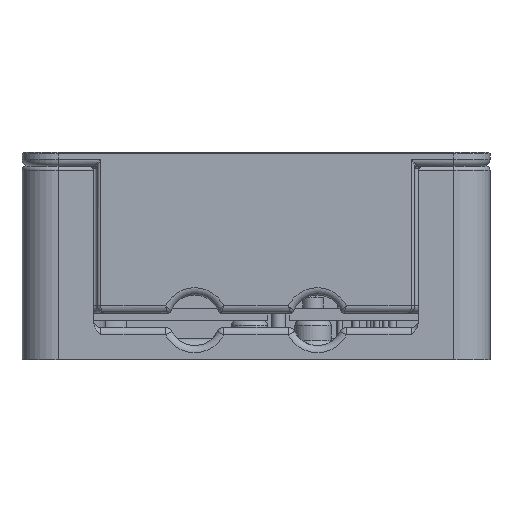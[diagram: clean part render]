
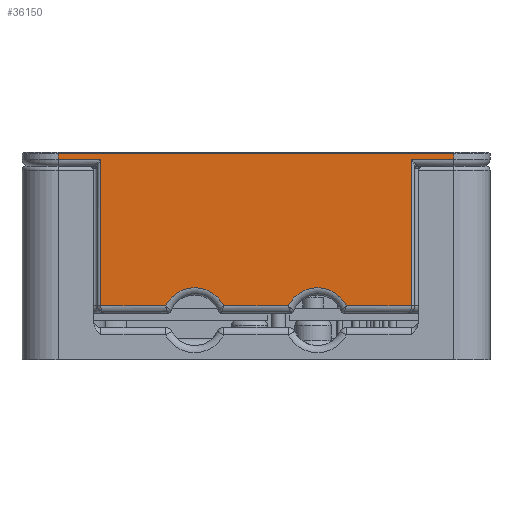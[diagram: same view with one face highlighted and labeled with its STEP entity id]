
A CAD part, left-side view. The second image highlights one B-rep face of the part: STEP entity #36150.
In plain terms, the highlighted planar face has unit normal (-1, 0, 0).
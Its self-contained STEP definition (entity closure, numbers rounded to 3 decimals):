
#3423=CIRCLE('',#39031,4.5);
#3424=CIRCLE('',#39032,4.5);
#5183=FACE_OUTER_BOUND('',#7394,.T.);
#7394=EDGE_LOOP('',(#30129,#30130,#30131,#30132,#30133,#30134,#30135,#30136,
#30137,#30138,#30139,#30140));
#10088=LINE('',#69269,#13010);
#10105=LINE('',#69321,#13027);
#10106=LINE('',#69325,#13028);
#10107=LINE('',#69327,#13029);
#10108=LINE('',#69329,#13030);
#10109=LINE('',#69331,#13031);
#10110=LINE('',#69335,#13032);
#10111=LINE('',#69339,#13033);
#10112=LINE('',#69341,#13034);
#10113=LINE('',#69342,#13035);
#13010=VECTOR('',#46039,10.);
#13027=VECTOR('',#46094,10.);
#13028=VECTOR('',#46099,10.);
#13029=VECTOR('',#46100,10.);
#13030=VECTOR('',#46101,10.);
#13031=VECTOR('',#46102,10.);
#13032=VECTOR('',#46105,10.);
#13033=VECTOR('',#46108,10.);
#13034=VECTOR('',#46109,10.);
#13035=VECTOR('',#46110,10.);
#16481=VERTEX_POINT('',#69262);
#16484=VERTEX_POINT('',#69267);
#16500=VERTEX_POINT('',#69320);
#16501=VERTEX_POINT('',#69324);
#16502=VERTEX_POINT('',#69326);
#16503=VERTEX_POINT('',#69328);
#16504=VERTEX_POINT('',#69330);
#16505=VERTEX_POINT('',#69332);
#16506=VERTEX_POINT('',#69334);
#16507=VERTEX_POINT('',#69336);
#16508=VERTEX_POINT('',#69338);
#16509=VERTEX_POINT('',#69340);
#21159=EDGE_CURVE('',#16484,#16481,#10088,.T.);
#21185=EDGE_CURVE('',#16500,#16481,#10105,.T.);
#21187=EDGE_CURVE('',#16501,#16484,#10106,.T.);
#21188=EDGE_CURVE('',#16502,#16501,#10107,.T.);
#21189=EDGE_CURVE('',#16502,#16503,#10108,.T.);
#21190=EDGE_CURVE('',#16504,#16503,#10109,.T.);
#21191=EDGE_CURVE('',#16505,#16504,#3423,.T.);
#21192=EDGE_CURVE('',#16506,#16505,#10110,.T.);
#21193=EDGE_CURVE('',#16507,#16506,#3424,.T.);
#21194=EDGE_CURVE('',#16508,#16507,#10111,.T.);
#21195=EDGE_CURVE('',#16508,#16509,#10112,.T.);
#21196=EDGE_CURVE('',#16500,#16509,#10113,.T.);
#30129=ORIENTED_EDGE('',*,*,#21159,.F.);
#30130=ORIENTED_EDGE('',*,*,#21187,.F.);
#30131=ORIENTED_EDGE('',*,*,#21188,.F.);
#30132=ORIENTED_EDGE('',*,*,#21189,.T.);
#30133=ORIENTED_EDGE('',*,*,#21190,.F.);
#30134=ORIENTED_EDGE('',*,*,#21191,.F.);
#30135=ORIENTED_EDGE('',*,*,#21192,.F.);
#30136=ORIENTED_EDGE('',*,*,#21193,.F.);
#30137=ORIENTED_EDGE('',*,*,#21194,.F.);
#30138=ORIENTED_EDGE('',*,*,#21195,.T.);
#30139=ORIENTED_EDGE('',*,*,#21196,.F.);
#30140=ORIENTED_EDGE('',*,*,#21185,.T.);
#34113=PLANE('',#39030);
#36150=ADVANCED_FACE('',(#5183),#34113,.T.);
#39030=AXIS2_PLACEMENT_3D('',#69323,#46097,#46098);
#39031=AXIS2_PLACEMENT_3D('',#69333,#46103,#46104);
#39032=AXIS2_PLACEMENT_3D('',#69337,#46106,#46107);
#46039=DIRECTION('',(0.,-1.,0.));
#46094=DIRECTION('',(0.,0.,1.));
#46097=DIRECTION('center_axis',(-1.,0.,0.));
#46098=DIRECTION('ref_axis',(0.,-1.,0.));
#46099=DIRECTION('',(0.,0.,1.));
#46100=DIRECTION('',(0.,1.,0.));
#46101=DIRECTION('',(0.,0.,-1.));
#46102=DIRECTION('',(0.,1.,0.));
#46103=DIRECTION('center_axis',(-1.,0.,0.));
#46104=DIRECTION('ref_axis',(0.,0.,1.));
#46105=DIRECTION('',(0.,1.,0.));
#46106=DIRECTION('center_axis',(-1.,0.,0.));
#46107=DIRECTION('ref_axis',(0.,0.,1.));
#46108=DIRECTION('',(0.,1.,0.));
#46109=DIRECTION('',(0.,0.,1.));
#46110=DIRECTION('',(0.,1.,0.));
#69262=CARTESIAN_POINT('',(-79.,-40.8,23.05));
#69267=CARTESIAN_POINT('',(-79.,14.,23.05));
#69269=CARTESIAN_POINT('',(-79.,-1.65,23.05));
#69320=CARTESIAN_POINT('',(-79.,-40.8,22.3));
#69321=CARTESIAN_POINT('',(-79.,-40.8,21.3));
#69323=CARTESIAN_POINT('Origin',(-79.,9.1,21.3));
#69324=CARTESIAN_POINT('',(-79.,14.,22.3));
#69325=CARTESIAN_POINT('',(-79.,14.,21.3));
#69326=CARTESIAN_POINT('',(-79.,8.1,22.3));
#69327=CARTESIAN_POINT('',(-79.,-1.65,22.3));
#69328=CARTESIAN_POINT('',(-79.,8.1,2.));
#69329=CARTESIAN_POINT('',(-79.,8.1,11.15));
#69330=CARTESIAN_POINT('',(-79.,-0.869,2.));
#69331=CARTESIAN_POINT('',(-79.,3.777,2.));
#69332=CARTESIAN_POINT('',(-79.,-8.931,2.));
#69333=CARTESIAN_POINT('Origin',(-79.,-4.9,0.));
#69334=CARTESIAN_POINT('',(-79.,-17.869,2.));
#69335=CARTESIAN_POINT('',(-79.,-4.723,2.));
#69336=CARTESIAN_POINT('',(-79.,-25.931,2.));
#69337=CARTESIAN_POINT('Origin',(-79.,-21.9,0.));
#69338=CARTESIAN_POINT('',(-79.,-34.9,2.));
#69339=CARTESIAN_POINT('',(-79.,-13.15,2.));
#69340=CARTESIAN_POINT('',(-79.,-34.9,22.3));
#69341=CARTESIAN_POINT('',(-79.,-34.9,21.3));
#69342=CARTESIAN_POINT('',(-79.,-1.65,22.3));
